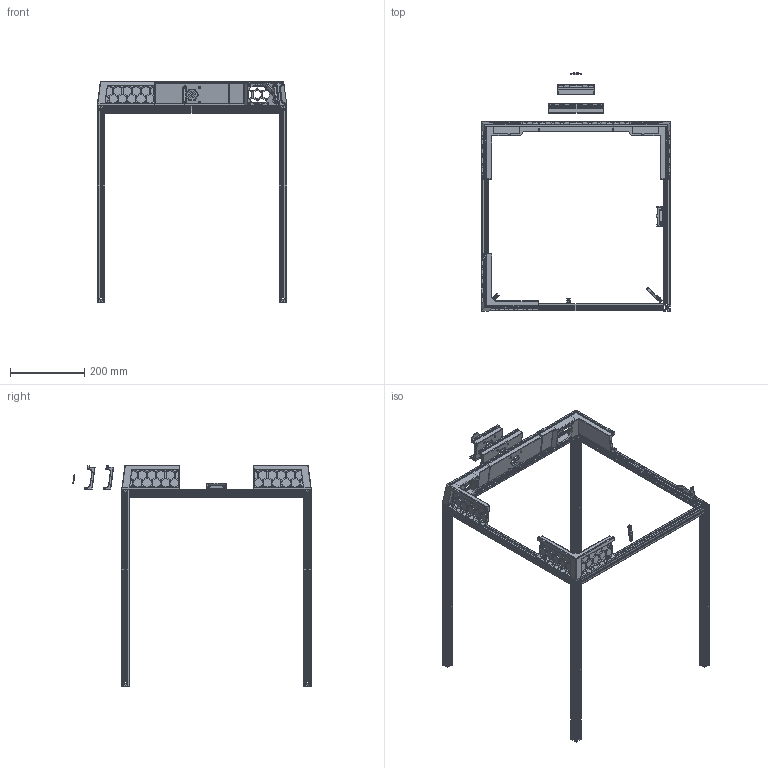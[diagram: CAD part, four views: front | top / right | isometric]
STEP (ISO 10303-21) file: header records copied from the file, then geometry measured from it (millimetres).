
FILE_DESCRIPTION(/* description */ (''),/* implementation_level */ '2;1');
FILE_NAME(/* name */ 'Voron_24R2_Canopy.step',/* time_stamp */ '2025-01-02T17:32:01-05:00',/* author */ (''),/* organization */ (''),/* preprocessor_version */ 'ST-DEVELOPER v15.2',/* originating_system */ 'Autodesk Translator Framework v2.0.0.5431',/* authorisation */ '');
FILE_SCHEMA (('AUTOMOTIVE_DESIGN { 1 0 10303 214 3 1 1 }'));
Products named in the file (1): Voron_24R2_Canopy
Bounding box: 510 x 642.29 x 595 mm (x, y, z)
Volume: 1420846.8 mm3; surface area: 1026579.6 mm2
Topology: 22 solids, 22 shells, 4659 faces, 12763 edges, 8169 vertices
Faces by surface type: plane 2571, cylinder 1541, cone 291, torus 113, bspline 104, sphere 39
Full cylindrical faces by diameter (mm): 1.7 x1, 2 x2, 3.2 x24, 3.4 x4, 4.2 x16, 4.234 x8, 4.7 x22, 5.12 x8, 6 x26, 7.35 x32
Entity records: 152387 total; most frequent: CARTESIAN_POINT 33511, ORIENTED_EDGE 25038, DIRECTION 24746, EDGE_CURVE 12519, AXIS2_PLACEMENT_3D 8468, VERTEX_POINT 8126, LINE 7810, VECTOR 7810
